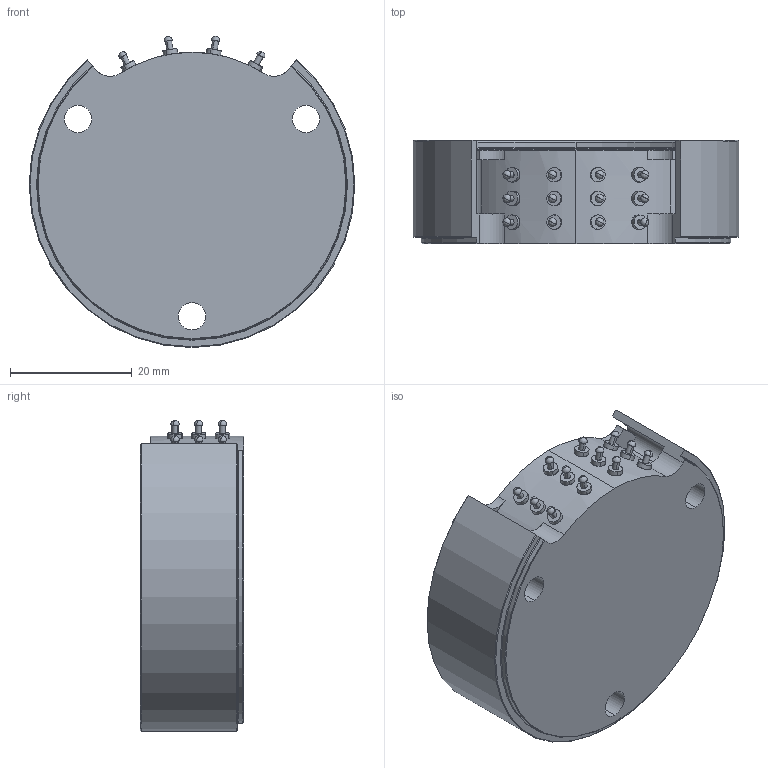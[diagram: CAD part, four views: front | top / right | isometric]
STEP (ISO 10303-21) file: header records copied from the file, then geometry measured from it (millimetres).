
FILE_DESCRIPTION (( 'STEP AP203' ), '1' );
FILE_NAME ('1002795_3CH.STEP', '2017-06-30T15:11:19', ( '' ), ( '' ), 'SwSTEP 2.0', 'SolidWorks 2014', '' );
FILE_SCHEMA (( 'CONFIG_CONTROL_DESIGN' ));
Length unit declared in the file: inch
Products named in the file (1): 1002795_3CH
Bounding box: 53.44 x 16.94 x 51.04 mm (x, y, z)
Volume: 30959.5 mm3; surface area: 8110.1 mm2
Topology: 1 solids, 1 shells, 153 faces, 401 edges, 262 vertices
Faces by surface type: cylinder 80, plane 35, sphere 24, torus 8, cone 6
Entity records: 4978 total; most frequent: CARTESIAN_POINT 1245, DIRECTION 833, ORIENTED_EDGE 706, AXIS2_PLACEMENT_3D 362, EDGE_CURVE 353, VERTEX_POINT 238, CIRCLE 208, EDGE_LOOP 195
